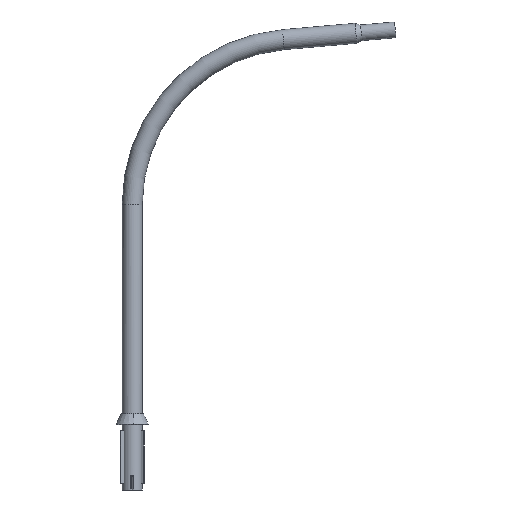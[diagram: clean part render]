
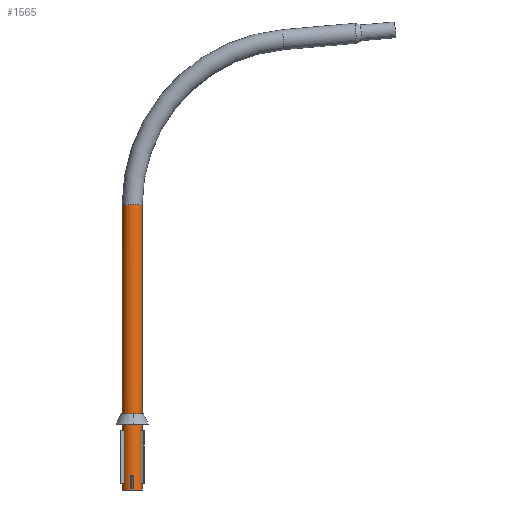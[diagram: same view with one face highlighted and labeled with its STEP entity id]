
A CAD part, front view. The second image highlights one B-rep face of the part: STEP entity #1565.
In plain terms, the highlighted cylindrical face has radius 38.05 mm (diameter 76.1 mm), a partial arc.
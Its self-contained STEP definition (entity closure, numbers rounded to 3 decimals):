
#22 = LINE ( 'NONE', #1495, #1570 ) ;
#39 = EDGE_CURVE ( 'NONE', #416, #739, #131, .T. ) ;
#57 = CIRCLE ( 'NONE', #847, 38.05 ) ;
#101 = EDGE_CURVE ( 'NONE', #809, #622, #2001, .T. ) ;
#103 = CARTESIAN_POINT ( 'NONE',  ( -3.99, -195.446, 37.841 ) ) ;
#122 = CARTESIAN_POINT ( 'NONE',  ( 5.715, -198.048, 37.619 ) ) ;
#131 = CIRCLE ( 'NONE', #1394, 38.05 ) ;
#136 = CARTESIAN_POINT ( 'NONE',  ( -5.415, -197.32, 37.663 ) ) ;
#138 = CARTESIAN_POINT ( 'NONE',  ( 6.024, -250., 37.57 ) ) ;
#143 = CARTESIAN_POINT ( 'NONE',  ( -4.407, -195.867, 37.794 ) ) ;
#158 = DIRECTION ( 'NONE',  ( 0., 1., 0. ) ) ;
#170 = DIRECTION ( 'NONE',  ( -1., 0., 0. ) ) ;
#195 = VECTOR ( 'NONE', #1548, 1000. ) ;
#196 = EDGE_CURVE ( 'NONE', #622, #739, #22, .T. ) ;
#275 = CARTESIAN_POINT ( 'NONE',  ( 3.675, -195.185, 37.874 ) ) ;
#285 = CARTESIAN_POINT ( 'NONE',  ( -2.684, -194.562, 37.957 ) ) ;
#296 = ORIENTED_EDGE ( 'NONE', *, *, #606, .F. ) ;
#307 = CARTESIAN_POINT ( 'NONE',  ( -3.689, -195.196, 37.872 ) ) ;
#410 = DIRECTION ( 'NONE',  ( 0., -1., 0. ) ) ;
#416 = VERTEX_POINT ( 'NONE', #1405 ) ;
#422 = CARTESIAN_POINT ( 'NONE',  ( -1.958, -194.255, 38.001 ) ) ;
#430 = CARTESIAN_POINT ( 'NONE',  ( 2.668, -194.553, 37.958 ) ) ;
#439 = CARTESIAN_POINT ( 'NONE',  ( 3.979, -195.436, 37.842 ) ) ;
#449 = CARTESIAN_POINT ( 'NONE',  ( 4.789, -196.307, 37.748 ) ) ;
#451 = EDGE_LOOP ( 'NONE', ( #976, #2118, #296, #1111, #1562, #667, #1294, #1497 ) ) ;
#459 = CARTESIAN_POINT ( 'NONE',  ( 5.984, -199.2, 37.577 ) ) ;
#521 = CARTESIAN_POINT ( 'NONE',  ( 0., 0., 0. ) ) ;
#534 = CARTESIAN_POINT ( 'NONE',  ( -38.05, -250., 0. ) ) ;
#601 = CARTESIAN_POINT ( 'NONE',  ( 0.78, -193.977, 38.044 ) ) ;
#606 = EDGE_CURVE ( 'NONE', #1809, #1659, #57, .T. ) ;
#613 = CARTESIAN_POINT ( 'NONE',  ( -4.906, -196.482, 37.733 ) ) ;
#622 = VERTEX_POINT ( 'NONE', #979 ) ;
#629 = DIRECTION ( 'NONE',  ( 1., 0., 0. ) ) ;
#639 = CARTESIAN_POINT ( 'NONE',  ( 0., 835.259, 0. ) ) ;
#652 = DIRECTION ( 'NONE',  ( 0., -1., 0. ) ) ;
#667 = ORIENTED_EDGE ( 'NONE', *, *, #1633, .T. ) ;
#680 = LINE ( 'NONE', #855, #195 ) ;
#739 = VERTEX_POINT ( 'NONE', #138 ) ;
#746 = AXIS2_PLACEMENT_3D ( 'NONE', #1510, #652, #629 ) ;
#759 = CARTESIAN_POINT ( 'NONE',  ( -6.024, -199.6, 37.57 ) ) ;
#771 = CARTESIAN_POINT ( 'NONE',  ( 6.024, -199.6, 37.57 ) ) ;
#794 = CARTESIAN_POINT ( 'NONE',  ( 1.561, -194.133, 38.02 ) ) ;
#809 = VERTEX_POINT ( 'NONE', #1884 ) ;
#847 = AXIS2_PLACEMENT_3D ( 'NONE', #639, #1641, #2153 ) ;
#855 = CARTESIAN_POINT ( 'NONE',  ( -6.024, 0., 37.57 ) ) ;
#887 = CIRCLE ( 'NONE', #746, 38.05 ) ;
#917 = CARTESIAN_POINT ( 'NONE',  ( 4.54, -196.001, 37.779 ) ) ;
#933 = CARTESIAN_POINT ( 'NONE',  ( 5.116, -196.799, 37.705 ) ) ;
#940 = CARTESIAN_POINT ( 'NONE',  ( 5.404, -197.319, 37.664 ) ) ;
#964 = CARTESIAN_POINT ( 'NONE',  ( 6.024, -200., 37.57 ) ) ;
#976 = ORIENTED_EDGE ( 'NONE', *, *, #39, .F. ) ;
#979 = CARTESIAN_POINT ( 'NONE',  ( 6.024, -200., 37.57 ) ) ;
#1076 = DIRECTION ( 'NONE',  ( 1., 0., 0. ) ) ;
#1085 = CARTESIAN_POINT ( 'NONE',  ( -5.985, -199.208, 37.576 ) ) ;
#1097 = CARTESIAN_POINT ( 'NONE',  ( -5.709, -198.059, 37.619 ) ) ;
#1111 = ORIENTED_EDGE ( 'NONE', *, *, #1501, .F. ) ;
#1118 = CARTESIAN_POINT ( 'NONE',  ( -4.79, -196.324, 37.748 ) ) ;
#1129 = CARTESIAN_POINT ( 'NONE',  ( -5.231, -196.974, 37.689 ) ) ;
#1258 = CARTESIAN_POINT ( 'NONE',  ( -0.406, -193.949, 38.048 ) ) ;
#1266 = CARTESIAN_POINT ( 'NONE',  ( -4.54, -196.016, 37.778 ) ) ;
#1291 = CARTESIAN_POINT ( 'NONE',  ( -0.999, -194.02, 38.037 ) ) ;
#1294 = ORIENTED_EDGE ( 'NONE', *, *, #101, .T. ) ;
#1296 = LINE ( 'NONE', #1620, #2026 ) ;
#1301 = CARTESIAN_POINT ( 'NONE',  ( 5.217, -196.968, 37.691 ) ) ;
#1304 = CARTESIAN_POINT ( 'NONE',  ( -6.024, -250., 37.57 ) ) ;
#1333 = FACE_OUTER_BOUND ( 'NONE', #451, .T. ) ;
#1394 = AXIS2_PLACEMENT_3D ( 'NONE', #1932, #410, #1076 ) ;
#1405 = CARTESIAN_POINT ( 'NONE',  ( 38.05, -250., 0. ) ) ;
#1443 = CARTESIAN_POINT ( 'NONE',  ( 0.383, -193.938, 38.05 ) ) ;
#1451 = CARTESIAN_POINT ( 'NONE',  ( 38.05, 0., 0. ) ) ;
#1452 = CARTESIAN_POINT ( 'NONE',  ( -0.208, -193.939, 38.05 ) ) ;
#1475 = CARTESIAN_POINT ( 'NONE',  ( -3.038, -194.754, 37.93 ) ) ;
#1477 = VERTEX_POINT ( 'NONE', #1304 ) ;
#1495 = CARTESIAN_POINT ( 'NONE',  ( 6.024, 0., 37.57 ) ) ;
#1497 = ORIENTED_EDGE ( 'NONE', *, *, #196, .T. ) ;
#1501 = EDGE_CURVE ( 'NONE', #1995, #1809, #1296, .T. ) ;
#1510 = CARTESIAN_POINT ( 'NONE',  ( 0., -250., 0. ) ) ;
#1548 = DIRECTION ( 'NONE',  ( 0., 1., 0. ) ) ;
#1562 = ORIENTED_EDGE ( 'NONE', *, *, #1891, .F. ) ;
#1565 = ADVANCED_FACE ( 'NONE', ( #1333 ), #1678, .T. ) ;
#1570 = VECTOR ( 'NONE', #1903, 1000. ) ;
#1620 = CARTESIAN_POINT ( 'NONE',  ( -38.05, 0., 0. ) ) ;
#1624 = LINE ( 'NONE', #1451, #1751 ) ;
#1625 = CARTESIAN_POINT ( 'NONE',  ( -5.823, -198.438, 37.602 ) ) ;
#1633 = EDGE_CURVE ( 'NONE', #1477, #809, #680, .T. ) ;
#1634 = CARTESIAN_POINT ( 'NONE',  ( 5.829, -198.425, 37.601 ) ) ;
#1641 = DIRECTION ( 'NONE',  ( 0., 1., 0. ) ) ;
#1647 = CARTESIAN_POINT ( 'NONE',  ( -6.024, -200., 37.57 ) ) ;
#1659 = VERTEX_POINT ( 'NONE', #2000 ) ;
#1664 = CARTESIAN_POINT ( 'NONE',  ( -38.05, 835.259, 0. ) ) ;
#1678 = CYLINDRICAL_SURFACE ( 'NONE', #1780, 38.05 ) ;
#1751 = VECTOR ( 'NONE', #2134, 1000. ) ;
#1777 = CARTESIAN_POINT ( 'NONE',  ( 3.021, -194.744, 37.931 ) ) ;
#1780 = AXIS2_PLACEMENT_3D ( 'NONE', #521, #158, #170 ) ;
#1799 = CARTESIAN_POINT ( 'NONE',  ( -5.642, -197.871, 37.629 ) ) ;
#1809 = VERTEX_POINT ( 'NONE', #1664 ) ;
#1817 = CARTESIAN_POINT ( 'NONE',  ( -1.582, -194.139, 38.019 ) ) ;
#1823 = DIRECTION ( 'NONE',  ( 0., 1., 0. ) ) ;
#1884 = CARTESIAN_POINT ( 'NONE',  ( -6.024, -200., 37.57 ) ) ;
#1891 = EDGE_CURVE ( 'NONE', #1477, #1995, #887, .T. ) ;
#1903 = DIRECTION ( 'NONE',  ( 0., -1., 0. ) ) ;
#1932 = CARTESIAN_POINT ( 'NONE',  ( 0., -250., 0. ) ) ;
#1960 = CARTESIAN_POINT ( 'NONE',  ( 1.938, -194.249, 38.002 ) ) ;
#1971 = CARTESIAN_POINT ( 'NONE',  ( -5.871, -198.629, 37.594 ) ) ;
#1979 = CARTESIAN_POINT ( 'NONE',  ( 5.489, -197.5, 37.652 ) ) ;
#1995 = VERTEX_POINT ( 'NONE', #534 ) ;
#2000 = CARTESIAN_POINT ( 'NONE',  ( 38.05, 835.259, 0. ) ) ;
#2001 = B_SPLINE_CURVE_WITH_KNOTS ( 'NONE', 3,
 ( #1647, #759, #1085, #1971, #1625, #1097, #1799, #136, #1129, #613, #1118, #1266, #143, #103, #307, #1475, #285, #422, #1817, #1291, #2159, #1258, #1452, #1443, #601, #794, #1960, #430, #1777, #275, #439, #917, #449, #933, #1301, #940, #1979, #122, #1634, #459, #771, #964 ),
 .UNSPECIFIED., .F., .F.,
 ( 4, 2, 2, 2, 2, 2, 2, 2, 2, 2, 2, 2, 2, 2, 2, 2, 2, 2, 2, 2, 4 ),
 ( 0., 0.001, 0.002, 0.002, 0.004, 0.004, 0.005, 0.006, 0.007, 0.008, 0.009, 0.009, 0.011, 0.012, 0.013, 0.014, 0.015, 0.016, 0.017, 0.018, 0.019 ),
 .UNSPECIFIED. ) ;
#2026 = VECTOR ( 'NONE', #1823, 1000. ) ;
#2056 = EDGE_CURVE ( 'NONE', #416, #1659, #1624, .T. ) ;
#2118 = ORIENTED_EDGE ( 'NONE', *, *, #2056, .T. ) ;
#2134 = DIRECTION ( 'NONE',  ( 0., 1., 0. ) ) ;
#2153 = DIRECTION ( 'NONE',  ( -1., 0., 0. ) ) ;
#2159 = CARTESIAN_POINT ( 'NONE',  ( -0.801, -193.989, 38.042 ) ) ;
